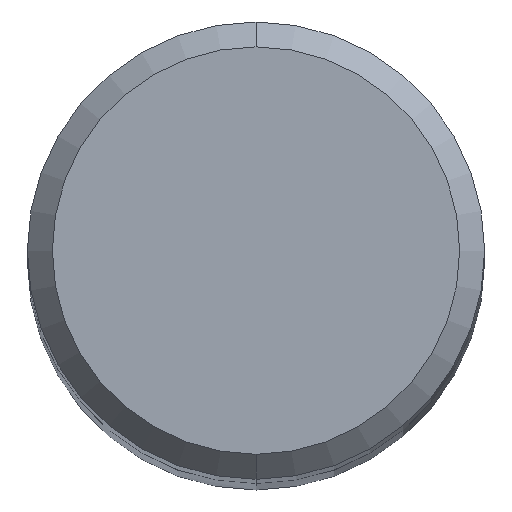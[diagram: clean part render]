
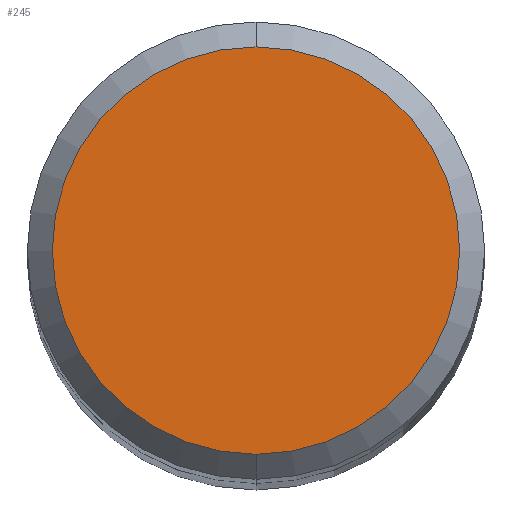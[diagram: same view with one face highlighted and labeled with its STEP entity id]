
A CAD part, top view. The second image highlights one B-rep face of the part: STEP entity #245.
In plain terms, the highlighted planar face has unit normal (0, 0, 1).
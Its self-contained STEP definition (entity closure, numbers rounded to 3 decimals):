
#163=VERTEX_POINT('',#423);
#177=VERTEX_POINT('',#438);
#199=EDGE_CURVE('',#177,#163,#462,.T.);
#221=EDGE_CURVE('',#163,#177,#487,.T.);
#245=ADVANCED_FACE('',(#514),#515,.T.);
#423=CARTESIAN_POINT('',(0.,-4.9,55.0));
#438=CARTESIAN_POINT('',(0.0,4.9,55.0));
#462=CIRCLE('',#797,4.9);
#487=CIRCLE('',#843,4.9);
#514=FACE_OUTER_BOUND('',#895,.T.);
#515=PLANE('',#896);
#797=AXIS2_PLACEMENT_3D('',#1340,#1341,#1342);
#843=AXIS2_PLACEMENT_3D('',#1379,#1380,#1381);
#895=EDGE_LOOP('',(#1409,#1410));
#896=AXIS2_PLACEMENT_3D('',#1411,#1412,#1413);
#1340=CARTESIAN_POINT('',(0.0,0.0,55.0));
#1341=DIRECTION('',(0.0,0.0,-1.0));
#1342=DIRECTION('',(0.0,1.0,0.0));
#1379=CARTESIAN_POINT('',(0.0,0.0,55.0));
#1380=DIRECTION('',(0.0,0.0,-1.0));
#1381=DIRECTION('',(0.0,1.0,0.0));
#1409=ORIENTED_EDGE('',*,*,#199,.F.);
#1410=ORIENTED_EDGE('',*,*,#221,.F.);
#1411=CARTESIAN_POINT('',(0.0,2.45,55.0));
#1412=DIRECTION('',(-0.0,0.0,1.0));
#1413=DIRECTION('',(0.0,-1.0,0.0));
